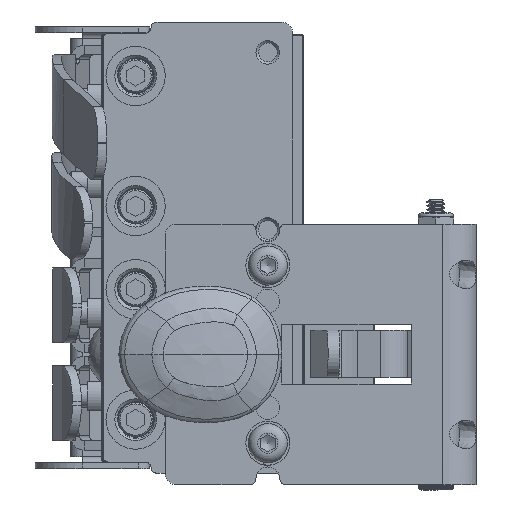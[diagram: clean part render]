
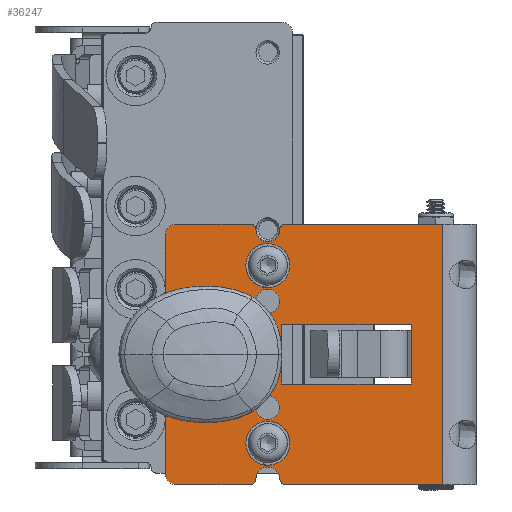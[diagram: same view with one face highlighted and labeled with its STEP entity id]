
A CAD part, left-side view. The second image highlights one B-rep face of the part: STEP entity #36247.
In plain terms, the highlighted planar face has unit normal (-1, 0, 0).
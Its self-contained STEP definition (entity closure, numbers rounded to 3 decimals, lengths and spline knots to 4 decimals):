
#1137=FACE_BOUND('',#6524,.T.);
#1138=FACE_BOUND('',#6525,.T.);
#1139=FACE_BOUND('',#6526,.T.);
#1140=FACE_BOUND('',#6527,.T.);
#1141=FACE_BOUND('',#6528,.T.);
#1142=FACE_BOUND('',#6529,.T.);
#1486=PLANE('',#38434);
#2650=CIRCLE('',#38336,0.0625);
#2671=CIRCLE('',#38359,0.125);
#2672=CIRCLE('',#38361,0.0625);
#2673=CIRCLE('',#38363,0.0625);
#2674=CIRCLE('',#38365,0.125);
#2675=CIRCLE('',#38367,0.0625);
#2676=CIRCLE('',#38370,0.125);
#2677=CIRCLE('',#38373,0.125);
#2678=CIRCLE('',#38376,0.25);
#2679=CIRCLE('',#38378,0.572);
#2680=CIRCLE('',#38380,0.25);
#2711=CIRCLE('',#38427,0.125);
#2712=CIRCLE('',#38429,0.125);
#2713=CIRCLE('',#38431,0.125);
#2714=CIRCLE('',#38433,0.125);
#2715=CIRCLE('',#38435,0.4425);
#4448=FACE_OUTER_BOUND('',#6523,.T.);
#6523=EDGE_LOOP('',(#25091,#25092,#25093,#25094,#25095,#25096,#25097,#25098,
#25099,#25100,#25101,#25102,#25103,#25104,#25105,#25106,#25107,#25108));
#6524=EDGE_LOOP('',(#25109,#25110,#25111,#25112));
#6525=EDGE_LOOP('',(#25113));
#6526=EDGE_LOOP('',(#25114));
#6527=EDGE_LOOP('',(#25115));
#6528=EDGE_LOOP('',(#25116));
#6529=EDGE_LOOP('',(#25117));
#8918=LINE('',#51441,#11620);
#8921=LINE('',#51449,#11623);
#8924=LINE('',#51457,#11626);
#8929=LINE('',#51473,#11631);
#8930=LINE('',#51477,#11632);
#8933=LINE('',#51482,#11635);
#8935=LINE('',#51486,#11637);
#8937=LINE('',#51489,#11639);
#8952=LINE('',#51587,#11654);
#8953=LINE('',#51589,#11655);
#8954=LINE('',#51590,#11656);
#11620=VECTOR('',#41734,0.3937);
#11623=VECTOR('',#41743,0.3937);
#11626=VECTOR('',#41752,0.3937);
#11631=VECTOR('',#41771,0.3937);
#11632=VECTOR('',#41774,0.3937);
#11635=VECTOR('',#41779,0.3937);
#11637=VECTOR('',#41783,0.3937);
#11639=VECTOR('',#41787,0.3937);
#11654=VECTOR('',#41900,0.3937);
#11655=VECTOR('',#41901,0.3937);
#11656=VECTOR('',#41902,0.3937);
#15479=VERTEX_POINT('',#51349);
#15480=VERTEX_POINT('',#51351);
#15511=VERTEX_POINT('',#51417);
#15512=VERTEX_POINT('',#51421);
#15513=VERTEX_POINT('',#51425);
#15514=VERTEX_POINT('',#51426);
#15515=VERTEX_POINT('',#51431);
#15516=VERTEX_POINT('',#51435);
#15517=VERTEX_POINT('',#51439);
#15518=VERTEX_POINT('',#51443);
#15519=VERTEX_POINT('',#51445);
#15520=VERTEX_POINT('',#51451);
#15521=VERTEX_POINT('',#51452);
#15522=VERTEX_POINT('',#51459);
#15523=VERTEX_POINT('',#51461);
#15524=VERTEX_POINT('',#51465);
#15525=VERTEX_POINT('',#51469);
#15526=VERTEX_POINT('',#51475);
#15527=VERTEX_POINT('',#51476);
#15528=VERTEX_POINT('',#51481);
#15529=VERTEX_POINT('',#51485);
#15560=VERTEX_POINT('',#51571);
#15561=VERTEX_POINT('',#51575);
#15562=VERTEX_POINT('',#51579);
#15563=VERTEX_POINT('',#51583);
#15564=VERTEX_POINT('',#51588);
#15565=VERTEX_POINT('',#51591);
#19287=EDGE_CURVE('',#15479,#15480,#2650,.T.);
#19320=EDGE_CURVE('',#15511,#15480,#2671,.T.);
#19322=EDGE_CURVE('',#15511,#15512,#2672,.T.);
#19324=EDGE_CURVE('',#15513,#15514,#2673,.T.);
#19328=EDGE_CURVE('',#15513,#15515,#2674,.T.);
#19330=EDGE_CURVE('',#15516,#15515,#2675,.T.);
#19332=EDGE_CURVE('',#15517,#15516,#8918,.T.);
#19334=EDGE_CURVE('',#15518,#15519,#2676,.T.);
#19336=EDGE_CURVE('',#15514,#15518,#8921,.T.);
#19337=EDGE_CURVE('',#15520,#15521,#2677,.T.);
#19340=EDGE_CURVE('',#15521,#15479,#8924,.T.);
#19342=EDGE_CURVE('',#15522,#15523,#2678,.T.);
#19345=EDGE_CURVE('',#15522,#15524,#2679,.T.);
#19347=EDGE_CURVE('',#15525,#15524,#2680,.T.);
#19348=EDGE_CURVE('',#15525,#15519,#8929,.T.);
#19349=EDGE_CURVE('',#15526,#15527,#8930,.T.);
#19352=EDGE_CURVE('',#15527,#15528,#8933,.T.);
#19354=EDGE_CURVE('',#15528,#15529,#8935,.T.);
#19356=EDGE_CURVE('',#15529,#15526,#8937,.T.);
#19397=EDGE_CURVE('',#15560,#15560,#2711,.T.);
#19399=EDGE_CURVE('',#15561,#15561,#2712,.T.);
#19401=EDGE_CURVE('',#15562,#15562,#2713,.T.);
#19403=EDGE_CURVE('',#15563,#15563,#2714,.T.);
#19405=EDGE_CURVE('',#15520,#15523,#8952,.T.);
#19406=EDGE_CURVE('',#15517,#15564,#8953,.T.);
#19407=EDGE_CURVE('',#15512,#15564,#8954,.T.);
#19408=EDGE_CURVE('',#15565,#15565,#2715,.T.);
#25091=ORIENTED_EDGE('',*,*,#19287,.F.);
#25092=ORIENTED_EDGE('',*,*,#19340,.F.);
#25093=ORIENTED_EDGE('',*,*,#19337,.F.);
#25094=ORIENTED_EDGE('',*,*,#19405,.T.);
#25095=ORIENTED_EDGE('',*,*,#19342,.F.);
#25096=ORIENTED_EDGE('',*,*,#19345,.T.);
#25097=ORIENTED_EDGE('',*,*,#19347,.F.);
#25098=ORIENTED_EDGE('',*,*,#19348,.T.);
#25099=ORIENTED_EDGE('',*,*,#19334,.F.);
#25100=ORIENTED_EDGE('',*,*,#19336,.F.);
#25101=ORIENTED_EDGE('',*,*,#19324,.F.);
#25102=ORIENTED_EDGE('',*,*,#19328,.T.);
#25103=ORIENTED_EDGE('',*,*,#19330,.F.);
#25104=ORIENTED_EDGE('',*,*,#19332,.F.);
#25105=ORIENTED_EDGE('',*,*,#19406,.T.);
#25106=ORIENTED_EDGE('',*,*,#19407,.F.);
#25107=ORIENTED_EDGE('',*,*,#19322,.F.);
#25108=ORIENTED_EDGE('',*,*,#19320,.T.);
#25109=ORIENTED_EDGE('',*,*,#19354,.T.);
#25110=ORIENTED_EDGE('',*,*,#19356,.T.);
#25111=ORIENTED_EDGE('',*,*,#19349,.T.);
#25112=ORIENTED_EDGE('',*,*,#19352,.T.);
#25113=ORIENTED_EDGE('',*,*,#19408,.T.);
#25114=ORIENTED_EDGE('',*,*,#19403,.T.);
#25115=ORIENTED_EDGE('',*,*,#19401,.T.);
#25116=ORIENTED_EDGE('',*,*,#19399,.T.);
#25117=ORIENTED_EDGE('',*,*,#19397,.T.);
#36247=ADVANCED_FACE('',(#4448,#1137,#1138,#1139,#1140,#1141,#1142),#1486,
 .F.);
#38336=AXIS2_PLACEMENT_3D('',#51352,#41649,#41650);
#38359=AXIS2_PLACEMENT_3D('',#51418,#41707,#41708);
#38361=AXIS2_PLACEMENT_3D('',#51422,#41712,#41713);
#38363=AXIS2_PLACEMENT_3D('',#51427,#41717,#41718);
#38365=AXIS2_PLACEMENT_3D('',#51433,#41724,#41725);
#38367=AXIS2_PLACEMENT_3D('',#51437,#41729,#41730);
#38370=AXIS2_PLACEMENT_3D('',#51446,#41738,#41739);
#38373=AXIS2_PLACEMENT_3D('',#51453,#41746,#41747);
#38376=AXIS2_PLACEMENT_3D('',#51462,#41756,#41757);
#38378=AXIS2_PLACEMENT_3D('',#51467,#41762,#41763);
#38380=AXIS2_PLACEMENT_3D('',#51471,#41767,#41768);
#38427=AXIS2_PLACEMENT_3D('',#51572,#41880,#41881);
#38429=AXIS2_PLACEMENT_3D('',#51576,#41885,#41886);
#38431=AXIS2_PLACEMENT_3D('',#51580,#41890,#41891);
#38433=AXIS2_PLACEMENT_3D('',#51584,#41895,#41896);
#38434=AXIS2_PLACEMENT_3D('',#51586,#41898,#41899);
#38435=AXIS2_PLACEMENT_3D('',#51592,#41903,#41904);
#41649=DIRECTION('center_axis',(1.,0.,0.));
#41650=DIRECTION('ref_axis',(0.,-0.708,0.706));
#41707=DIRECTION('center_axis',(1.,0.,0.));
#41708=DIRECTION('ref_axis',(0.,0.,-1.));
#41712=DIRECTION('center_axis',(1.,0.,0.));
#41713=DIRECTION('ref_axis',(0.,0.708,0.706));
#41717=DIRECTION('center_axis',(1.,0.,0.));
#41718=DIRECTION('ref_axis',(0.,-0.708,-0.706));
#41724=DIRECTION('center_axis',(1.,0.,0.));
#41725=DIRECTION('ref_axis',(0.,0.,-1.));
#41729=DIRECTION('center_axis',(1.,0.,0.));
#41730=DIRECTION('ref_axis',(0.,0.708,-0.706));
#41734=DIRECTION('',(0.,1.,0.));
#41738=DIRECTION('center_axis',(1.,0.,0.));
#41739=DIRECTION('ref_axis',(0.,0.707,-0.707));
#41743=DIRECTION('',(0.,1.,0.));
#41746=DIRECTION('center_axis',(1.,0.,0.));
#41747=DIRECTION('ref_axis',(0.,0.707,0.707));
#41752=DIRECTION('',(0.,-1.,0.));
#41756=DIRECTION('center_axis',(-1.,0.,0.));
#41757=DIRECTION('ref_axis',(0.,-0.914,-0.407));
#41762=DIRECTION('center_axis',(-1.,0.,0.));
#41763=DIRECTION('ref_axis',(0.,-0.525,0.851));
#41767=DIRECTION('center_axis',(-1.,0.,0.));
#41768=DIRECTION('ref_axis',(0.,-0.914,0.407));
#41771=DIRECTION('',(0.,0.,-1.));
#41774=DIRECTION('',(0.,1.,0.));
#41779=DIRECTION('',(0.,0.,1.));
#41783=DIRECTION('',(0.,-1.,0.));
#41787=DIRECTION('',(0.,0.,-1.));
#41880=DIRECTION('center_axis',(1.,0.,0.));
#41881=DIRECTION('ref_axis',(0.,0.,-1.));
#41885=DIRECTION('center_axis',(1.,0.,0.));
#41886=DIRECTION('ref_axis',(0.,0.,-1.));
#41890=DIRECTION('center_axis',(1.,0.,0.));
#41891=DIRECTION('ref_axis',(0.,0.,-1.));
#41895=DIRECTION('center_axis',(1.,0.,0.));
#41896=DIRECTION('ref_axis',(0.,0.,-1.));
#41898=DIRECTION('center_axis',(1.,0.,0.));
#41899=DIRECTION('ref_axis',(0.,1.,0.));
#41900=DIRECTION('',(0.,0.,-1.));
#41901=DIRECTION('',(0.,0.,1.));
#41902=DIRECTION('',(0.,-1.,0.));
#41903=DIRECTION('center_axis',(1.,0.,0.));
#41904=DIRECTION('ref_axis',(0.,0.,-1.));
#51349=CARTESIAN_POINT('',(0.,0.5966,1.375));
#51351=CARTESIAN_POINT('',(0.,0.5341,1.3123));
#51352=CARTESIAN_POINT('Origin',(0.,0.5966,1.3125));
#51417=CARTESIAN_POINT('',(0.,0.2841,1.3123));
#51418=CARTESIAN_POINT('Origin',(0.,0.4091,1.312));
#51421=CARTESIAN_POINT('',(0.,0.2216,1.375));
#51422=CARTESIAN_POINT('Origin',(0.,0.2216,1.3125));
#51425=CARTESIAN_POINT('',(0.,0.5341,-1.3123));
#51426=CARTESIAN_POINT('',(0.,0.5966,-1.375));
#51427=CARTESIAN_POINT('Origin',(0.,0.5966,-1.3125));
#51431=CARTESIAN_POINT('',(0.,0.2841,-1.3123));
#51433=CARTESIAN_POINT('Origin',(0.,0.4091,-1.312));
#51435=CARTESIAN_POINT('',(0.,0.2216,-1.375));
#51437=CARTESIAN_POINT('Origin',(0.,0.2216,-1.3125));
#51439=CARTESIAN_POINT('',(0.,-1.4349,-1.375));
#51441=CARTESIAN_POINT('',(0.,-1.7935,-1.375));
#51443=CARTESIAN_POINT('',(0.,1.3685,-1.375));
#51445=CARTESIAN_POINT('',(0.,1.4935,-1.25));
#51446=CARTESIAN_POINT('Origin',(0.,1.3685,-1.25));
#51449=CARTESIAN_POINT('',(0.,-1.7935,-1.375));
#51451=CARTESIAN_POINT('',(0.,1.4935,1.25));
#51452=CARTESIAN_POINT('',(0.,1.3685,1.375));
#51453=CARTESIAN_POINT('Origin',(0.,1.3685,1.25));
#51457=CARTESIAN_POINT('',(0.,1.7935,1.375));
#51459=CARTESIAN_POINT('',(0.,1.5762,0.4251));
#51461=CARTESIAN_POINT('',(0.,1.4935,0.6108));
#51462=CARTESIAN_POINT('Origin',(0.,1.7435,0.6108));
#51465=CARTESIAN_POINT('',(0.,1.5762,-0.4251));
#51467=CARTESIAN_POINT('Origin',(0.,1.1934,0.));
#51469=CARTESIAN_POINT('',(0.,1.4935,-0.6108));
#51471=CARTESIAN_POINT('Origin',(0.,1.7435,-0.6108));
#51473=CARTESIAN_POINT('',(0.,1.4935,-0.6875));
#51475=CARTESIAN_POINT('',(0.,-1.1015,-0.3125));
#51476=CARTESIAN_POINT('',(0.,0.261,-0.3125));
#51477=CARTESIAN_POINT('',(0.,-0.5507,-0.3125));
#51481=CARTESIAN_POINT('',(0.,0.261,0.3125));
#51482=CARTESIAN_POINT('',(0.,0.261,-0.1563));
#51485=CARTESIAN_POINT('',(0.,-1.1015,0.3125));
#51486=CARTESIAN_POINT('',(0.,0.1305,0.3125));
#51489=CARTESIAN_POINT('',(0.,-1.1015,0.1563));
#51571=CARTESIAN_POINT('',(0.,0.4091,-0.437));
#51572=CARTESIAN_POINT('Origin',(0.,0.4091,-0.562));
#51575=CARTESIAN_POINT('',(0.,0.4091,1.062));
#51576=CARTESIAN_POINT('Origin',(0.,0.4091,0.937));
#51579=CARTESIAN_POINT('',(0.,0.4091,0.687));
#51580=CARTESIAN_POINT('Origin',(0.,0.4091,0.562));
#51583=CARTESIAN_POINT('',(0.,0.4091,-0.812));
#51584=CARTESIAN_POINT('Origin',(0.,0.4091,-0.937));
#51586=CARTESIAN_POINT('Origin',(0.,0.,0.));
#51587=CARTESIAN_POINT('',(0.,1.4935,0.2435));
#51588=CARTESIAN_POINT('',(0.,-1.4349,1.375));
#51589=CARTESIAN_POINT('',(0.,-1.4349,0.6875));
#51590=CARTESIAN_POINT('',(0.,1.7935,1.375));
#51591=CARTESIAN_POINT('',(0.,1.1508,0.4425));
#51592=CARTESIAN_POINT('Origin',(0.,1.1508,0.));
